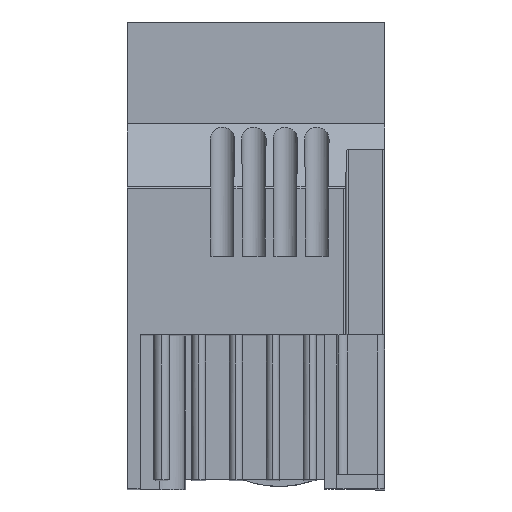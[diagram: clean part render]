
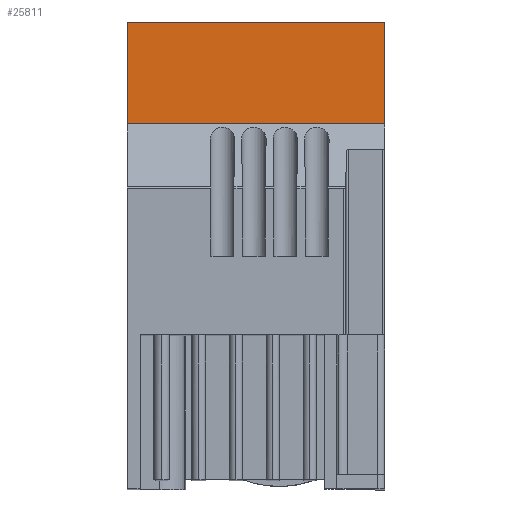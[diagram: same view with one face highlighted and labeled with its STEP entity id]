
A CAD part, top view. The second image highlights one B-rep face of the part: STEP entity #25811.
In plain terms, the highlighted planar face has unit normal (-0.001, 0, 1).
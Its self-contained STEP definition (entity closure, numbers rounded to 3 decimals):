
#1439 = DIRECTION ( 'NONE',  ( 1., 0., 0.001 ) ) ;
#3594 = CARTESIAN_POINT ( 'NONE',  ( -36., 106.4, 56.9 ) ) ;
#4899 = CARTESIAN_POINT ( 'NONE',  ( -36., 106.4, 56.9 ) ) ;
#5783 = VECTOR ( 'NONE', #8607, 1000. ) ;
#6433 = VERTEX_POINT ( 'NONE', #28742 ) ;
#7220 = DIRECTION ( 'NONE',  ( -1., 0., -0.001 ) ) ;
#7310 = VECTOR ( 'NONE', #1439, 1000. ) ;
#7603 = AXIS2_PLACEMENT_3D ( 'NONE', #4899, #20997, #7220 ) ;
#7672 = FACE_OUTER_BOUND ( 'NONE', #8217, .T. ) ;
#8036 = CARTESIAN_POINT ( 'NONE',  ( 36., 134.9, 57. ) ) ;
#8217 = EDGE_LOOP ( 'NONE', ( #29412, #16555, #28329, #8335 ) ) ;
#8335 = ORIENTED_EDGE ( 'NONE', *, *, #8526, .F. ) ;
#8526 = EDGE_CURVE ( 'NONE', #6433, #9030, #23422, .T. ) ;
#8607 = DIRECTION ( 'NONE',  ( 1., 0., 0.001 ) ) ;
#9030 = VERTEX_POINT ( 'NONE', #13508 ) ;
#9365 = EDGE_CURVE ( 'NONE', #12432, #6433, #22471, .T. ) ;
#9645 = EDGE_CURVE ( 'NONE', #12432, #22137, #19532, .T. ) ;
#10611 = EDGE_CURVE ( 'NONE', #9030, #22137, #21087, .T. ) ;
#12432 = VERTEX_POINT ( 'NONE', #21832 ) ;
#12658 = CARTESIAN_POINT ( 'NONE',  ( 36., 115.9, 57. ) ) ;
#12850 = CARTESIAN_POINT ( 'NONE',  ( -36., 125.4, 56.9 ) ) ;
#13508 = CARTESIAN_POINT ( 'NONE',  ( 36., 134.9, 57. ) ) ;
#14976 = CARTESIAN_POINT ( 'NONE',  ( -36., 115.9, 56.9 ) ) ;
#16555 = ORIENTED_EDGE ( 'NONE', *, *, #9645, .T. ) ;
#19532 = LINE ( 'NONE', #29034, #7310 ) ;
#20997 = DIRECTION ( 'NONE',  ( 0.001, 0., -1. ) ) ;
#21087 = B_SPLINE_CURVE_WITH_KNOTS ( 'NONE', 3,
 ( #8036, #21780, #12658, #28748 ),
 .UNSPECIFIED., .F., .F.,
 ( 4, 4 ),
 ( 0., 1. ),
 .UNSPECIFIED. ) ;
#21780 = CARTESIAN_POINT ( 'NONE',  ( 36., 125.4, 57. ) ) ;
#21832 = CARTESIAN_POINT ( 'NONE',  ( -36., 106.4, 56.9 ) ) ;
#22137 = VERTEX_POINT ( 'NONE', #22155 ) ;
#22155 = CARTESIAN_POINT ( 'NONE',  ( 36., 106.4, 57. ) ) ;
#22353 = CARTESIAN_POINT ( 'NONE',  ( -36., 134.9, 56.9 ) ) ;
#22471 = B_SPLINE_CURVE_WITH_KNOTS ( 'NONE', 3,
 ( #3594, #14976, #12850, #28965 ),
 .UNSPECIFIED., .F., .F.,
 ( 4, 4 ),
 ( 0., 1. ),
 .UNSPECIFIED. ) ;
#23422 = LINE ( 'NONE', #22353, #5783 ) ;
#25526 = PLANE ( 'NONE',  #7603 ) ;
#25811 = ADVANCED_FACE ( 'NONE', ( #7672 ), #25526, .F. ) ;
#28329 = ORIENTED_EDGE ( 'NONE', *, *, #10611, .F. ) ;
#28742 = CARTESIAN_POINT ( 'NONE',  ( -36., 134.9, 56.9 ) ) ;
#28748 = CARTESIAN_POINT ( 'NONE',  ( 36., 106.4, 57. ) ) ;
#28965 = CARTESIAN_POINT ( 'NONE',  ( -36., 134.9, 56.9 ) ) ;
#29034 = CARTESIAN_POINT ( 'NONE',  ( -36., 106.4, 56.9 ) ) ;
#29412 = ORIENTED_EDGE ( 'NONE', *, *, #9365, .F. ) ;
